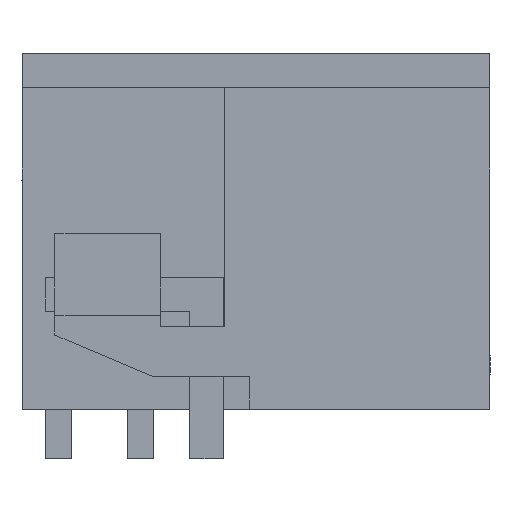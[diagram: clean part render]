
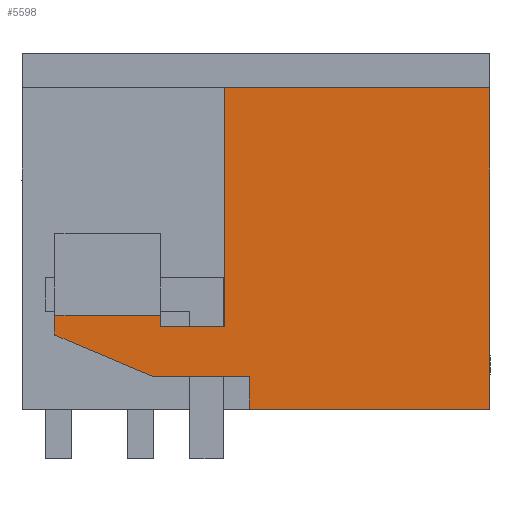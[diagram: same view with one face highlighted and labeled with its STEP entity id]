
A CAD part, left-side view. The second image highlights one B-rep face of the part: STEP entity #5598.
In plain terms, the highlighted planar face has unit normal (-1, 0, 0).
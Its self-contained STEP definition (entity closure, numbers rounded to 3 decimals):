
#5536=AXIS2_PLACEMENT_3D('Plane Axis2P3D',#5533,#5534,#5535) ;
#3949=CARTESIAN_POINT('Vertex',(0.,0.,11.25)) ;
#3952=CARTESIAN_POINT('Line Origine',(0.,0.,6.375)) ;
#3956=CARTESIAN_POINT('Vertex',(0.,0.,1.5)) ;
#5029=CARTESIAN_POINT('Line Origine',(0.,3.65,1.5)) ;
#5033=CARTESIAN_POINT('Vertex',(0.,7.3,1.5)) ;
#5176=CARTESIAN_POINT('Vertex',(0.,8.05,11.25)) ;
#5179=CARTESIAN_POINT('Line Origine',(0.,4.025,11.25)) ;
#5517=CARTESIAN_POINT('Vertex',(0.,7.3,2.497)) ;
#5520=CARTESIAN_POINT('Line Origine',(0.,7.3,1.998)) ;
#5533=CARTESIAN_POINT('Axis2P3D Location',(0.,0.,11.25)) ;
#5538=CARTESIAN_POINT('Line Origine',(0.,8.05,7.625)) ;
#5542=CARTESIAN_POINT('Vertex',(0.,8.05,4.)) ;
#5545=CARTESIAN_POINT('Line Origine',(0.,9.025,4.)) ;
#5549=CARTESIAN_POINT('Vertex',(0.,10.,4.)) ;
#5552=CARTESIAN_POINT('Line Origine',(0.,10.,4.175)) ;
#5556=CARTESIAN_POINT('Vertex',(0.,10.,4.35)) ;
#5559=CARTESIAN_POINT('Line Origine',(0.,11.6,4.35)) ;
#5563=CARTESIAN_POINT('Vertex',(0.,13.2,4.35)) ;
#5566=CARTESIAN_POINT('Line Origine',(0.,13.2,4.05)) ;
#5570=CARTESIAN_POINT('Vertex',(0.,13.2,3.75)) ;
#5573=CARTESIAN_POINT('Line Origine',(0.,11.721,3.123)) ;
#5577=CARTESIAN_POINT('Vertex',(0.,10.242,2.497)) ;
#5580=CARTESIAN_POINT('Line Origine',(0.,8.771,2.497)) ;
#3953=DIRECTION('Vector Direction',(0.,0.,-1.)) ;
#5030=DIRECTION('Vector Direction',(0.,1.,0.)) ;
#5180=DIRECTION('Vector Direction',(0.,1.,0.)) ;
#5521=DIRECTION('Vector Direction',(0.,0.,-1.)) ;
#5534=DIRECTION('Axis2P3D Direction',(1.,0.,0.)) ;
#5535=DIRECTION('Axis2P3D XDirection',(0.,0.,-1.)) ;
#5539=DIRECTION('Vector Direction',(0.,0.,1.)) ;
#5546=DIRECTION('Vector Direction',(0.,-1.,0.)) ;
#5553=DIRECTION('Vector Direction',(0.,0.,1.)) ;
#5560=DIRECTION('Vector Direction',(0.,1.,0.)) ;
#5567=DIRECTION('Vector Direction',(0.,0.,-1.)) ;
#5574=DIRECTION('Vector Direction',(0.,0.921,0.39)) ;
#5581=DIRECTION('Vector Direction',(0.,-1.,0.)) ;
#3954=VECTOR('Line Direction',#3953,1.) ;
#5031=VECTOR('Line Direction',#5030,1.) ;
#5181=VECTOR('Line Direction',#5180,1.) ;
#5522=VECTOR('Line Direction',#5521,1.) ;
#5540=VECTOR('Line Direction',#5539,1.) ;
#5547=VECTOR('Line Direction',#5546,1.) ;
#5554=VECTOR('Line Direction',#5553,1.) ;
#5561=VECTOR('Line Direction',#5560,1.) ;
#5568=VECTOR('Line Direction',#5567,1.) ;
#5575=VECTOR('Line Direction',#5574,1.) ;
#5582=VECTOR('Line Direction',#5581,1.) ;
#5586=ORIENTED_EDGE('',*,*,#5544,.F.) ;
#5587=ORIENTED_EDGE('',*,*,#5551,.F.) ;
#5588=ORIENTED_EDGE('',*,*,#5558,.F.) ;
#5589=ORIENTED_EDGE('',*,*,#5565,.F.) ;
#5590=ORIENTED_EDGE('',*,*,#5572,.F.) ;
#5591=ORIENTED_EDGE('',*,*,#5579,.F.) ;
#5592=ORIENTED_EDGE('',*,*,#5584,.F.) ;
#5593=ORIENTED_EDGE('',*,*,#5524,.F.) ;
#5594=ORIENTED_EDGE('',*,*,#5035,.F.) ;
#5595=ORIENTED_EDGE('',*,*,#3958,.F.) ;
#5596=ORIENTED_EDGE('',*,*,#5183,.T.) ;
#5598=ADVANCED_FACE('HOUSING',(#5597),#5537,.F.) ;
#3958=EDGE_CURVE('',#3950,#3957,#3955,.T.) ;
#5035=EDGE_CURVE('',#3957,#5034,#5032,.T.) ;
#5183=EDGE_CURVE('',#3950,#5177,#5182,.T.) ;
#5524=EDGE_CURVE('',#5034,#5518,#5523,.F.) ;
#5544=EDGE_CURVE('',#5543,#5177,#5541,.T.) ;
#5551=EDGE_CURVE('',#5550,#5543,#5548,.T.) ;
#5558=EDGE_CURVE('',#5557,#5550,#5555,.F.) ;
#5565=EDGE_CURVE('',#5564,#5557,#5562,.F.) ;
#5572=EDGE_CURVE('',#5571,#5564,#5569,.F.) ;
#5579=EDGE_CURVE('',#5578,#5571,#5576,.T.) ;
#5584=EDGE_CURVE('',#5518,#5578,#5583,.F.) ;
#5585=EDGE_LOOP('',(#5586,#5587,#5588,#5589,#5590,#5591,#5592,#5593,#5594,#5595,#5596)) ;
#5597=FACE_OUTER_BOUND('',#5585,.T.) ;
#3955=LINE('Line',#3952,#3954) ;
#5032=LINE('Line',#5029,#5031) ;
#5182=LINE('Line',#5179,#5181) ;
#5523=LINE('Line',#5520,#5522) ;
#5541=LINE('Line',#5538,#5540) ;
#5548=LINE('Line',#5545,#5547) ;
#5555=LINE('Line',#5552,#5554) ;
#5562=LINE('Line',#5559,#5561) ;
#5569=LINE('Line',#5566,#5568) ;
#5576=LINE('Line',#5573,#5575) ;
#5583=LINE('Line',#5580,#5582) ;
#5537=PLANE('',#5536) ;
#3950=VERTEX_POINT('',#3949) ;
#3957=VERTEX_POINT('',#3956) ;
#5034=VERTEX_POINT('',#5033) ;
#5177=VERTEX_POINT('',#5176) ;
#5518=VERTEX_POINT('',#5517) ;
#5543=VERTEX_POINT('',#5542) ;
#5550=VERTEX_POINT('',#5549) ;
#5557=VERTEX_POINT('',#5556) ;
#5564=VERTEX_POINT('',#5563) ;
#5571=VERTEX_POINT('',#5570) ;
#5578=VERTEX_POINT('',#5577) ;
